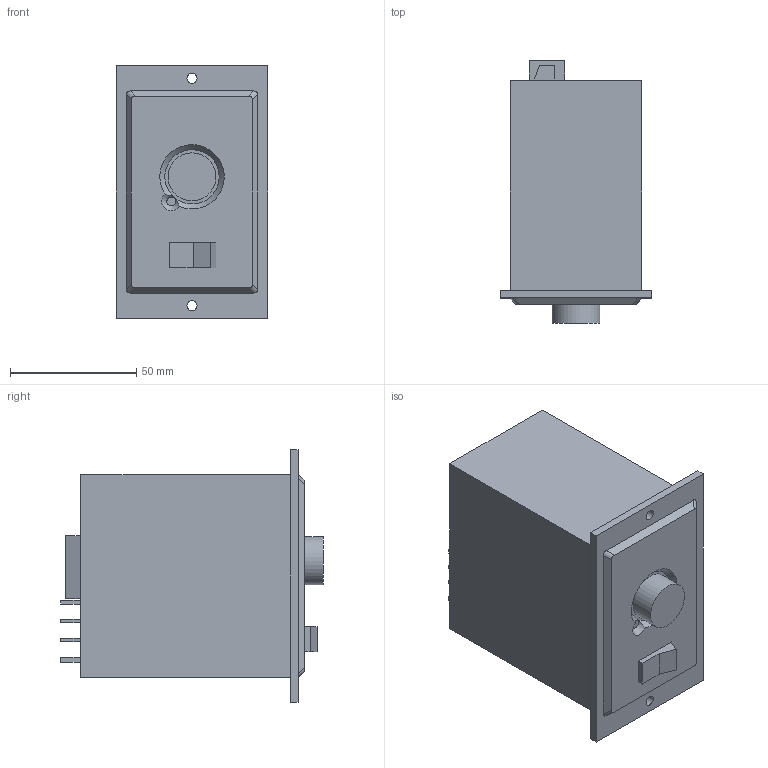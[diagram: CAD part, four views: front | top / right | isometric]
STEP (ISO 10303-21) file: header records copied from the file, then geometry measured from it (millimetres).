
FILE_DESCRIPTION((''),'2;1');
FILE_NAME('GUA.stp','2014-11-12T13:53:49',('AHN'),(''),'Autodesk Inventor 2012','Autodesk Inventor 2012','');
FILE_SCHEMA(('CONFIG_CONTROL_DESIGN'));
Length unit declared in the file: millimetre
Products named in the file (1): GUA
Bounding box: 60 x 104 x 100 mm (x, y, z)
Volume: 366234.2 mm3; surface area: 39826 mm2
Topology: 1 solids, 1 shells, 135 faces, 336 edges, 224 vertices
Faces by surface type: plane 121, cylinder 12, cone 2
Full cylindrical faces by diameter (mm): 4 x7, 19 x1
Entity records: 3939 total; most frequent: CARTESIAN_POINT 699, ORIENTED_EDGE 648, DIRECTION 623, EDGE_CURVE 324, VECTOR 295, LINE 295, VERTEX_POINT 222, EDGE_LOOP 170
